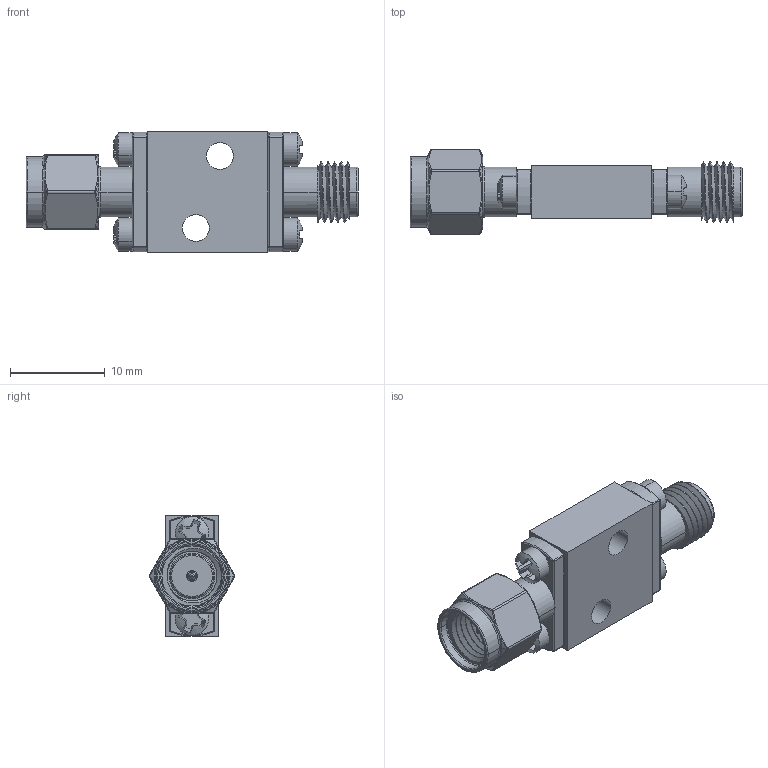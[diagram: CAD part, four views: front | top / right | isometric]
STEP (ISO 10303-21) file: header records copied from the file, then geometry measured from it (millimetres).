
FILE_DESCRIPTION (( 'STEP AP214' ), '1' );
FILE_NAME ('DD-20-218-5PF-3-P-M Part.STEP', '2020-02-07T19:07:45', ( '' ), ( '' ), 'SwSTEP 2.0', 'SolidWorks 2014', '' );
FILE_SCHEMA (( 'AUTOMOTIVE_DESIGN' ));
Length unit declared in the file: inch
Products named in the file (2): DD-20-218-5PF-3-P-M Part
Bounding box: 35.1 x 9.07 x 12.7 mm (x, y, z)
Volume: 1561.9 mm3; surface area: 2213.9 mm2
Topology: 11 solids, 11 shells, 607 faces, 1475 edges, 863 vertices
Faces by surface type: cylinder 205, plane 133, torus 104, bspline 59, cone 58, sphere 48
Entity records: 32573 total; most frequent: CARTESIAN_POINT 11169, ORIENTED_EDGE 2858, DIRECTION 2852, EDGE_CURVE 1429, AXIS2_PLACEMENT_3D 1225, VERTEX_POINT 863, CIRCLE 675, EDGE_LOOP 640
